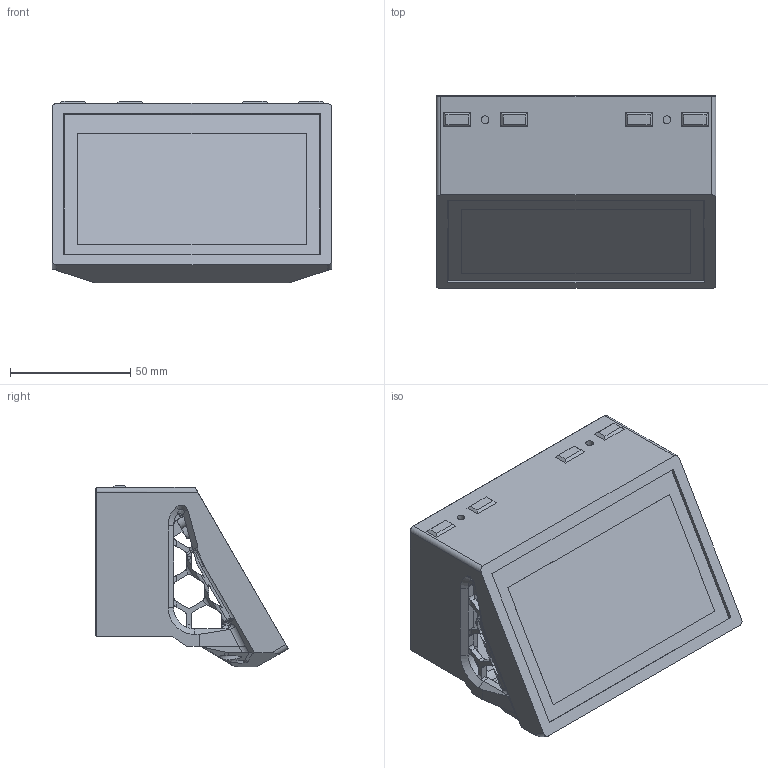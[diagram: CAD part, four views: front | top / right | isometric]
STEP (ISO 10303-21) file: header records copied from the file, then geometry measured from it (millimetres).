
FILE_DESCRIPTION(/* description */ (''),/* implementation_level */ '2;1');
FILE_NAME(/* name */ 'BTT_Pi_TFT43_Case_clicky_clack.step',/* time_stamp */ '2024-07-18T14:57:39-05:00',/* author */ (''),/* organization */ (''),/* preprocessor_version */ 'ST-DEVELOPER v20',/* originating_system */ 'Autodesk Translation Framework v13.14.0.145',/* authorisation */ '');
FILE_SCHEMA (('AUTOMOTIVE_DESIGN { 1 0 10303 214 3 1 1 }'));
Length unit declared in the file: millimetre
Products named in the file (8): Pi TFT43 Case_thicc; BTT Pi TFT4.3 Mount_BTT Pi TFT43 V2.0 v1; pcb; pcb standoffs; components; foam; lcd back case; lcd
Assembly tree (7 placements, depth 4):
  Pi TFT43 Case_thicc
    BTT Pi TFT4.3 Mount_BTT Pi TFT43 V2.0 v1
      pcb
        pcb standoffs
        components
      foam
      lcd back case
      lcd
Bounding box: 116.25 x 79.9 x 75.57 mm (x, y, z)
Volume: 162267.3 mm3; surface area: 110923.2 mm2
Topology: 17 solids, 17 shells, 530 faces, 1419 edges, 909 vertices
Faces by surface type: plane 267, cylinder 166, bspline 70, cone 12, torus 11, sphere 4
Full cylindrical faces by diameter (mm): 2.5 x8, 2.8 x4, 3.2 x2, 5 x4, 5.5 x8, 6 x2, 15 x1
Entity records: 24102 total; most frequent: CARTESIAN_POINT 10794, ORIENTED_EDGE 2836, DIRECTION 2554, EDGE_CURVE 1418, VERTEX_POINT 909, AXIS2_PLACEMENT_3D 852, LINE 850, VECTOR 850
